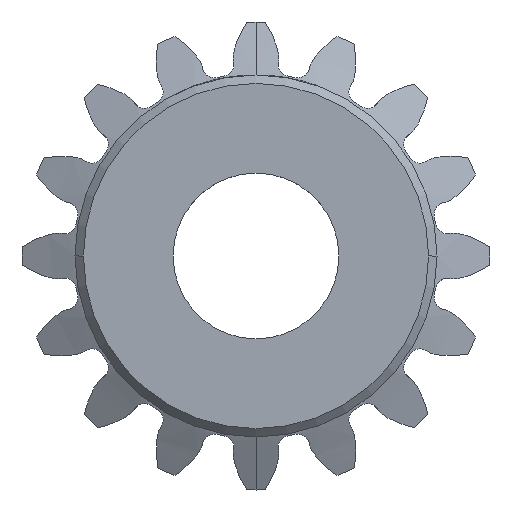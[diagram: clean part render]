
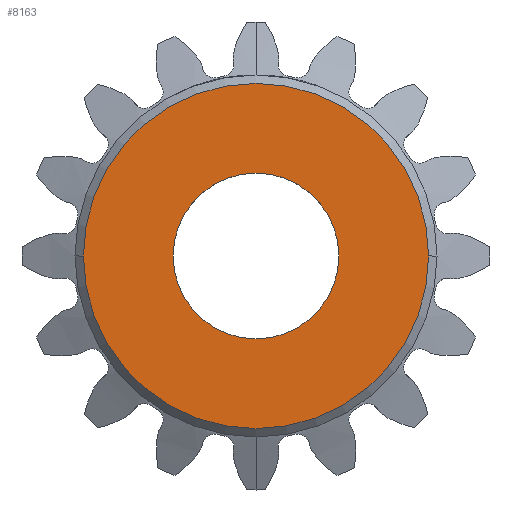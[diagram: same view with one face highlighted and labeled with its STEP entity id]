
A CAD part, front view. The second image highlights one B-rep face of the part: STEP entity #8163.
In plain terms, the highlighted planar face has unit normal (0, -1, 0).
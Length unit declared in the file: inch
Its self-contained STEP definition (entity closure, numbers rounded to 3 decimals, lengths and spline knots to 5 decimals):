
#54 = DIRECTION ( 'NONE',  ( 0., 0., 1. ) ) ;
#120 = VERTEX_POINT ( 'NONE', #2391 ) ;
#131 = EDGE_CURVE ( 'NONE', #5613, #949, #7119, .T. ) ;
#202 = CIRCLE ( 'NONE', #767, 0.09843 ) ;
#502 = ORIENTED_EDGE ( 'NONE', *, *, #1633, .T. ) ;
#555 = DIRECTION ( 'NONE',  ( -1., 0., 0. ) ) ;
#628 = DIRECTION ( 'NONE',  ( -1., 0., 0. ) ) ;
#637 = EDGE_CURVE ( 'NONE', #949, #5613, #2190, .T. ) ;
#767 = AXIS2_PLACEMENT_3D ( 'NONE', #7653, #3871, #54 ) ;
#803 = ORIENTED_EDGE ( 'NONE', *, *, #637, .T. ) ;
#949 = VERTEX_POINT ( 'NONE', #3061 ) ;
#1275 = CIRCLE ( 'NONE', #1577, 0.09843 ) ;
#1577 = AXIS2_PLACEMENT_3D ( 'NONE', #5526, #1779, #6186 ) ;
#1633 = EDGE_CURVE ( 'NONE', #120, #3692, #1275, .T. ) ;
#1779 = DIRECTION ( 'NONE',  ( 0., 1., 0. ) ) ;
#2165 = AXIS2_PLACEMENT_3D ( 'NONE', #8181, #4419, #628 ) ;
#2190 = CIRCLE ( 'NONE', #2165, 0.205 ) ;
#2391 = CARTESIAN_POINT ( 'NONE',  ( 0., -0.25372, -0.09843 ) ) ;
#2498 = EDGE_LOOP ( 'NONE', ( #7454, #803 ) ) ;
#2636 = CARTESIAN_POINT ( 'NONE',  ( -0.215, -0.25372, -0.27863 ) ) ;
#3061 = CARTESIAN_POINT ( 'NONE',  ( 0.205, -0.25372, 0. ) ) ;
#3264 = PLANE ( 'NONE',  #6090 ) ;
#3692 = VERTEX_POINT ( 'NONE', #4909 ) ;
#3845 = DIRECTION ( 'NONE',  ( 0., 1., 0. ) ) ;
#3871 = DIRECTION ( 'NONE',  ( 0., 1., 0. ) ) ;
#3895 = DIRECTION ( 'NONE',  ( -1., 0., 0. ) ) ;
#3994 = AXIS2_PLACEMENT_3D ( 'NONE', #4412, #6229, #555 ) ;
#4412 = CARTESIAN_POINT ( 'NONE',  ( 0., -0.25372, 0. ) ) ;
#4419 = DIRECTION ( 'NONE',  ( 0., -1., 0. ) ) ;
#4478 = EDGE_LOOP ( 'NONE', ( #7469, #502 ) ) ;
#4663 = CARTESIAN_POINT ( 'NONE',  ( -0.205, -0.25372, 0. ) ) ;
#4771 = FACE_BOUND ( 'NONE', #4478, .T. ) ;
#4909 = CARTESIAN_POINT ( 'NONE',  ( 0., -0.25372, 0.09843 ) ) ;
#5320 = EDGE_CURVE ( 'NONE', #3692, #120, #202, .T. ) ;
#5526 = CARTESIAN_POINT ( 'NONE',  ( 0., -0.25372, 0. ) ) ;
#5613 = VERTEX_POINT ( 'NONE', #4663 ) ;
#6090 = AXIS2_PLACEMENT_3D ( 'NONE', #2636, #3845, #3895 ) ;
#6186 = DIRECTION ( 'NONE',  ( 0., 0., 1. ) ) ;
#6229 = DIRECTION ( 'NONE',  ( 0., -1., 0. ) ) ;
#6273 = FACE_OUTER_BOUND ( 'NONE', #2498, .T. ) ;
#7119 = CIRCLE ( 'NONE', #3994, 0.205 ) ;
#7454 = ORIENTED_EDGE ( 'NONE', *, *, #131, .T. ) ;
#7469 = ORIENTED_EDGE ( 'NONE', *, *, #5320, .T. ) ;
#7653 = CARTESIAN_POINT ( 'NONE',  ( 0., -0.25372, 0. ) ) ;
#8163 = ADVANCED_FACE ( 'NONE', ( #6273, #4771 ), #3264, .F. ) ;
#8181 = CARTESIAN_POINT ( 'NONE',  ( 0., -0.25372, 0. ) ) ;
